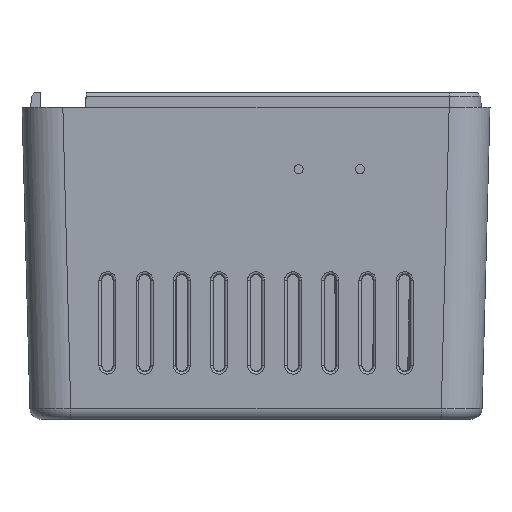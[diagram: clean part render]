
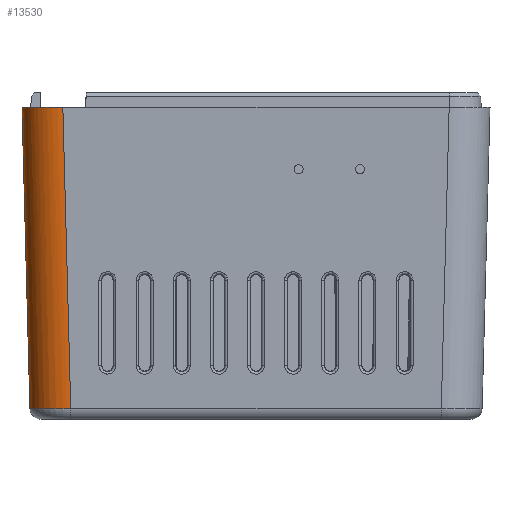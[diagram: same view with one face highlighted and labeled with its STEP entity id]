
A CAD part, left-side view. The second image highlights one B-rep face of the part: STEP entity #13530.
In plain terms, the highlighted cylindrical face has radius 5.5 mm (diameter 11 mm), a partial arc.
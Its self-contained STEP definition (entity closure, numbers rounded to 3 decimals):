
#46=CARTESIAN_POINT('',(-64.,26.002,0.));
#47=CARTESIAN_POINT('',(-64.,26.423,0.));
#48=CARTESIAN_POINT('',(-63.906,27.24,0.));
#49=CARTESIAN_POINT('',(-63.494,28.414,0.));
#50=CARTESIAN_POINT('',(-62.835,29.461,0.));
#51=CARTESIAN_POINT('',(-61.961,30.335,0.));
#52=CARTESIAN_POINT('',(-60.914,30.994,0.));
#53=CARTESIAN_POINT('',(-59.74,31.406,0.));
#54=CARTESIAN_POINT('',(-58.923,31.5,0.));
#55=CARTESIAN_POINT('',(-58.502,31.5,0.));
#591=CARTESIAN_POINT('',(-57.44,30.438,-40.539));
#592=CARTESIAN_POINT('',(-57.852,30.438,-40.542));
#593=CARTESIAN_POINT('',(-58.674,30.346,-40.547));
#594=CARTESIAN_POINT('',(-59.846,29.936,-40.553));
#595=CARTESIAN_POINT('',(-60.897,29.275,-40.556));
#596=CARTESIAN_POINT('',(-61.775,28.397,-40.556));
#597=CARTESIAN_POINT('',(-62.436,27.346,-40.553));
#598=CARTESIAN_POINT('',(-62.846,26.174,-40.547));
#599=CARTESIAN_POINT('',(-62.938,25.352,-40.542));
#600=CARTESIAN_POINT('',(-62.938,24.94,-40.539));
#619=DIRECTION('',(0.026,-0.026,-0.999));
#620=VECTOR('',#619,40.567);
#621=CARTESIAN_POINT('',(-58.502,31.5,
0.));
#622=LINE('',#621,#620);
#705=DIRECTION('',(-0.026,0.026,0.999));
#706=VECTOR('',#705,40.567);
#707=CARTESIAN_POINT('',(-62.938,24.94,-40.539));
#708=LINE('',#707,#706);
#10616=CARTESIAN_POINT('',(-64.,26.002,
0.));
#10617=VERTEX_POINT('',#10616);
#10618=VERTEX_POINT('',#55);
#10964=CARTESIAN_POINT('',(-62.938,24.94,
-40.539));
#10965=VERTEX_POINT('',#10964);
#10966=CARTESIAN_POINT('',(-57.44,30.438,
-40.539));
#10967=VERTEX_POINT('',#10966);
#13518=CARTESIAN_POINT('',(-59.932,27.432,54.751));
#13519=DIRECTION('',(0.026,-0.026,-0.999));
#13520=DIRECTION('',(-1.,0.,-0.026));
#13521=AXIS2_PLACEMENT_3D('',#13518,#13519,#13520);
#13522=CYLINDRICAL_SURFACE('',#13521,5.5);
#13523=ORIENTED_EDGE('',*,*,#13344,.F.);
#13524=ORIENTED_EDGE('',*,*,#13371,.F.);
#13525=ORIENTED_EDGE('',*,*,#12825,.F.);
#13527=ORIENTED_EDGE('',*,*,#13526,.F.);
#13528=EDGE_LOOP('',(#13523,#13524,#13525,#13527));
#13529=FACE_OUTER_BOUND('',#13528,.F.);
#13530=ADVANCED_FACE('',(#13529),#13522,.T.);
#56=B_SPLINE_CURVE_WITH_KNOTS('',3,(#46,#47,#48,#49,#50,#51,#52,#53,#54,#55),
.UNSPECIFIED.,.F.,.F.,(4,1,1,1,1,1,1,4),(0.,0.143,
0.286,0.429,0.571,0.714,
0.857,1.),.UNSPECIFIED.);
#601=B_SPLINE_CURVE_WITH_KNOTS('',3,(#591,#592,#593,#594,#595,#596,#597,#598,
#599,#600),.UNSPECIFIED.,.F.,.F.,(4,1,1,1,1,1,1,4),(0.,0.143,
0.286,0.429,0.571,0.714,
0.857,1.),.UNSPECIFIED.);
#12825=EDGE_CURVE('',#10617,#10618,#56,.T.);
#13344=EDGE_CURVE('',#10967,#10965,#601,.T.);
#13371=EDGE_CURVE('',#10618,#10967,#622,.T.);
#13526=EDGE_CURVE('',#10965,#10617,#708,.T.);
